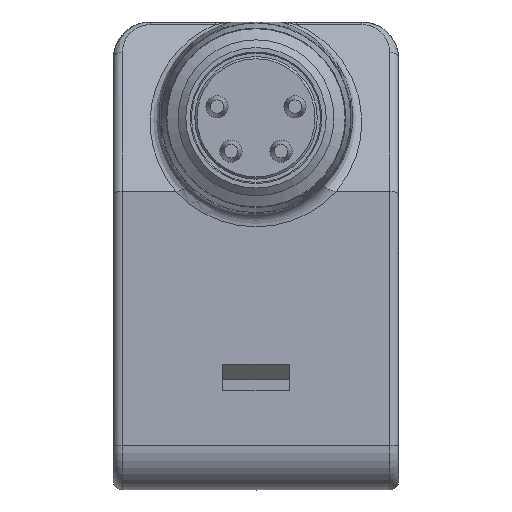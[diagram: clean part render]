
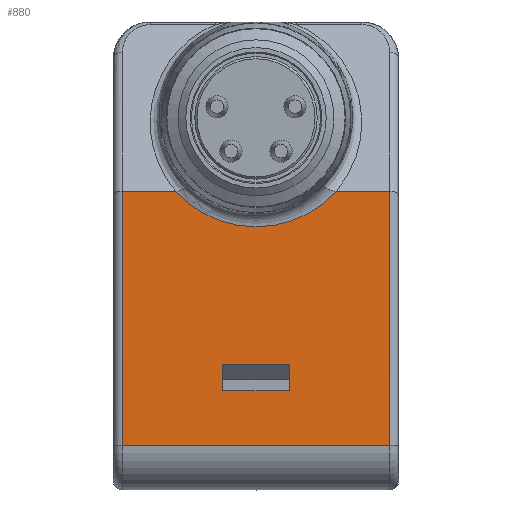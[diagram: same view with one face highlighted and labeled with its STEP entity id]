
A CAD part, left-side view. The second image highlights one B-rep face of the part: STEP entity #880.
In plain terms, the highlighted planar face has unit normal (-1, 0, 0).
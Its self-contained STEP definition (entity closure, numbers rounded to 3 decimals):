
#880 = ADVANCED_FACE( '', ( #1713, #1714 ), #1715, .F. );
#1713 = FACE_BOUND( '', #3078, .T. );
#1714 = FACE_OUTER_BOUND( '', #3079, .T. );
#1715 = PLANE( '', #3080 );
#3078 = EDGE_LOOP( '', ( #4955, #4956, #4957, #4958 ) );
#3079 = EDGE_LOOP( '', ( #4959, #4960, #4961, #4962, #4963, #4964 ) );
#3080 = AXIS2_PLACEMENT_3D( '', #4965, #4966, #4967 );
#4955 = ORIENTED_EDGE( '', *, *, #6118, .F. );
#4956 = ORIENTED_EDGE( '', *, *, #6067, .F. );
#4957 = ORIENTED_EDGE( '', *, *, #5654, .F. );
#4958 = ORIENTED_EDGE( '', *, *, #6119, .T. );
#4959 = ORIENTED_EDGE( '', *, *, #6106, .T. );
#4960 = ORIENTED_EDGE( '', *, *, #6120, .T. );
#4961 = ORIENTED_EDGE( '', *, *, #6121, .F. );
#4962 = ORIENTED_EDGE( '', *, *, #5995, .T. );
#4963 = ORIENTED_EDGE( '', *, *, #5665, .T. );
#4964 = ORIENTED_EDGE( '', *, *, #5767, .T. );
#4965 = CARTESIAN_POINT( '', ( -15.6, 2., 20. ) );
#4966 = DIRECTION( '', ( 1., 0., 0. ) );
#4967 = DIRECTION( '', ( 0., 0., -1. ) );
#5654 = EDGE_CURVE( '', #6614, #6610, #6616, .T. );
#5665 = EDGE_CURVE( '', #6634, #6632, #6635, .F. );
#5767 = EDGE_CURVE( '', #6632, #6796, #6798, .T. );
#5995 = EDGE_CURVE( '', #7100, #6634, #7119, .F. );
#6067 = EDGE_CURVE( '', #6610, #7203, #7204, .T. );
#6106 = EDGE_CURVE( '', #6796, #7249, #7251, .T. );
#6118 = EDGE_CURVE( '', #7203, #7263, #7264, .T. );
#6119 = EDGE_CURVE( '', #6614, #7263, #7265, .T. );
#6120 = EDGE_CURVE( '', #7249, #7266, #7267, .T. );
#6121 = EDGE_CURVE( '', #7100, #7266, #7268, .T. );
#6610 = VERTEX_POINT( '', #8005 );
#6614 = VERTEX_POINT( '', #8011 );
#6616 = LINE( '', #8014, #8015 );
#6632 = VERTEX_POINT( '', #8032 );
#6634 = VERTEX_POINT( '', #8034 );
#6635 = LINE( '', #8035, #8036 );
#6796 = VERTEX_POINT( '', #8451 );
#6798 = LINE( '', #8453, #8454 );
#7100 = VERTEX_POINT( '', #8965 );
#7119 = LINE( '', #8989, #8990 );
#7203 = VERTEX_POINT( '', #9100 );
#7204 = LINE( '', #9101, #9102 );
#7249 = VERTEX_POINT( '', #9199 );
#7251 = LINE( '', #9204, #9205 );
#7263 = VERTEX_POINT( '', #9221 );
#7264 = LINE( '', #9222, #9223 );
#7265 = LINE( '', #9224, #9225 );
#7266 = VERTEX_POINT( '', #9226 );
#7267 = CIRCLE( '', #9227, 4.89 );
#7268 = LINE( '', #9228, #9229 );
#8005 = CARTESIAN_POINT( '', ( -15.6, -1.5, 3.45 ) );
#8011 = CARTESIAN_POINT( '', ( -15.6, 1.5, 3.45 ) );
#8014 = CARTESIAN_POINT( '', ( -15.6, 2., 3.45 ) );
#8015 = VECTOR( '', #9713, 1000. );
#8032 = CARTESIAN_POINT( '', ( -15.6, -6., 1. ) );
#8034 = CARTESIAN_POINT( '', ( -15.6, 6., 1. ) );
#8035 = CARTESIAN_POINT( '', ( -15.6, 2., 1. ) );
#8036 = VECTOR( '', #9733, 1000. );
#8451 = CARTESIAN_POINT( '', ( -15.6, -6., 12.407 ) );
#8453 = CARTESIAN_POINT( '', ( -15.6, -6., 12.407 ) );
#8454 = VECTOR( '', #9874, 1000. );
#8965 = CARTESIAN_POINT( '', ( -15.6, 6., 12.407 ) );
#8989 = CARTESIAN_POINT( '', ( -15.6, 6., 1. ) );
#8990 = VECTOR( '', #10138, 1000. );
#9100 = CARTESIAN_POINT( '', ( -15.6, -1.5, 4.63 ) );
#9101 = CARTESIAN_POINT( '', ( -15.6, -1.5, 3.45 ) );
#9102 = VECTOR( '', #10222, 1000. );
#9199 = CARTESIAN_POINT( '', ( -15.6, -3.614, 12.407 ) );
#9204 = CARTESIAN_POINT( '', ( -15.6, -32.067, 12.407 ) );
#9205 = VECTOR( '', #10257, 1000. );
#9221 = CARTESIAN_POINT( '', ( -15.6, 1.5, 4.63 ) );
#9222 = CARTESIAN_POINT( '', ( -15.6, 2., 4.63 ) );
#9223 = VECTOR( '', #10265, 1000. );
#9224 = CARTESIAN_POINT( '', ( -15.6, 1.5, 3.45 ) );
#9225 = VECTOR( '', #10266, 1000. );
#9226 = CARTESIAN_POINT( '', ( -15.6, 3.614, 12.407 ) );
#9227 = AXIS2_PLACEMENT_3D( '', #10267, #10268, #10269 );
#9228 = CARTESIAN_POINT( '', ( -15.6, 2., 12.407 ) );
#9229 = VECTOR( '', #10270, 1000. );
#9713 = DIRECTION( '', ( 0., -1., 0. ) );
#9733 = DIRECTION( '', ( 0., 1., 0. ) );
#9874 = DIRECTION( '', ( 0., 0., 1. ) );
#10138 = DIRECTION( '', ( 0., 0., 1. ) );
#10222 = DIRECTION( '', ( 0., 0., 1. ) );
#10257 = DIRECTION( '', ( 0., 1., 0. ) );
#10265 = DIRECTION( '', ( 0., 1., 0. ) );
#10266 = DIRECTION( '', ( 0., 0., 1. ) );
#10267 = CARTESIAN_POINT( '', ( -15.6, 0., 15.7 ) );
#10268 = DIRECTION( '', ( 1., 0., 0. ) );
#10269 = DIRECTION( '', ( 0., 0., -1. ) );
#10270 = DIRECTION( '', ( 0., -1., 0. ) );
